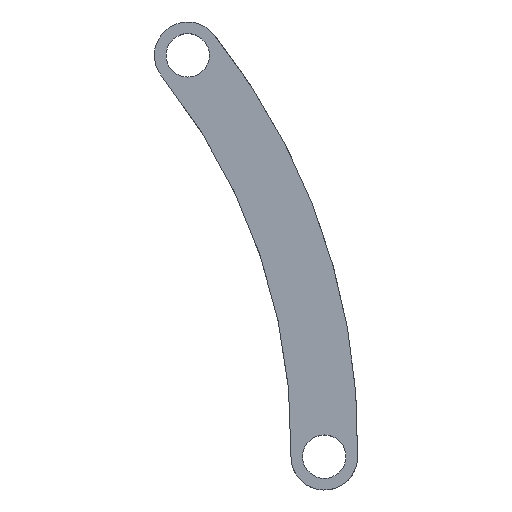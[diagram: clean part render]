
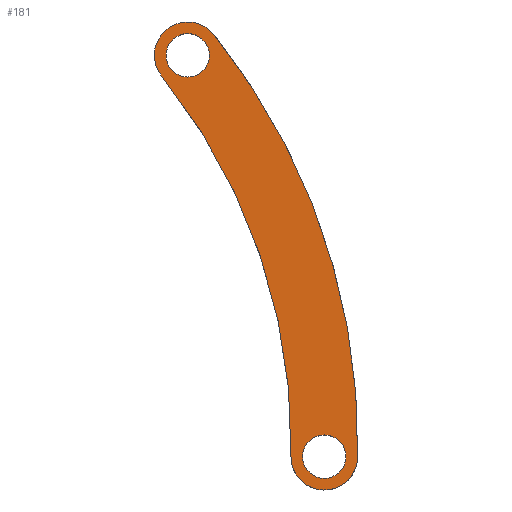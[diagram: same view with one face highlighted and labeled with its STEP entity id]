
A CAD part, top view. The second image highlights one B-rep face of the part: STEP entity #181.
In plain terms, the highlighted planar face has unit normal (0, 0, 1).
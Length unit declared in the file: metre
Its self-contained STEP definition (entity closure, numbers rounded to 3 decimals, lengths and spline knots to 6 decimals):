
#13=PLANE('',#221);
#58=ORIENTED_EDGE('',*,*,#78,.F.);
#59=ORIENTED_EDGE('',*,*,#85,.F.);
#60=ORIENTED_EDGE('',*,*,#88,.F.);
#61=ORIENTED_EDGE('',*,*,#94,.T.);
#62=ORIENTED_EDGE('',*,*,#90,.F.);
#63=ORIENTED_EDGE('',*,*,#95,.F.);
#78=EDGE_CURVE('',#101,#102,#116,.T.);
#85=EDGE_CURVE('',#106,#101,#121,.T.);
#88=EDGE_CURVE('',#109,#106,#123,.T.);
#90=EDGE_CURVE('',#110,#110,#124,.T.);
#94=EDGE_CURVE('',#109,#102,#128,.T.);
#95=EDGE_CURVE('',#113,#113,#129,.T.);
#101=VERTEX_POINT('',#300);
#102=VERTEX_POINT('',#302);
#106=VERTEX_POINT('',#314);
#109=VERTEX_POINT('',#321);
#110=VERTEX_POINT('',#326);
#113=VERTEX_POINT('',#336);
#116=CIRCLE('',#201,0.0685);
#121=CIRCLE('',#208,0.0035);
#123=CIRCLE('',#211,0.0615);
#124=CIRCLE('',#213,0.002275);
#128=CIRCLE('',#218,0.0035);
#129=CIRCLE('',#220,0.002275);
#142=EDGE_LOOP('',(#58,#59,#60,#61));
#143=EDGE_LOOP('',(#62));
#144=EDGE_LOOP('',(#63));
#160=FACE_BOUND('',#142,.T.);
#161=FACE_BOUND('',#143,.T.);
#162=FACE_BOUND('',#144,.T.);
#181=ADVANCED_FACE('',(#160,#161,#162),#13,.T.);
#201=AXIS2_PLACEMENT_3D('',#301,#236,#237);
#208=AXIS2_PLACEMENT_3D('',#315,#252,#253);
#211=AXIS2_PLACEMENT_3D('',#322,#259,#260);
#213=AXIS2_PLACEMENT_3D('',#325,#264,#265);
#218=AXIS2_PLACEMENT_3D('',#333,#274,#275);
#220=AXIS2_PLACEMENT_3D('',#335,#278,#279);
#221=AXIS2_PLACEMENT_3D('',#337,#280,#281);
#236=DIRECTION('',(0.,0.,-1.));
#237=DIRECTION('',(1.,0.,0.));
#252=DIRECTION('',(0.,0.,-1.));
#253=DIRECTION('',(1.,0.,0.));
#259=DIRECTION('',(0.,0.,1.));
#260=DIRECTION('',(1.,0.,0.));
#264=DIRECTION('',(0.,0.,1.));
#265=DIRECTION('',(1.,0.,0.));
#274=DIRECTION('',(0.,0.,1.));
#275=DIRECTION('',(1.,0.,0.));
#278=DIRECTION('',(0.,0.,1.));
#279=DIRECTION('',(1.,0.,0.));
#280=DIRECTION('',(0.,0.,1.));
#281=DIRECTION('',(1.,0.,0.));
#300=CARTESIAN_POINT('',(0.039408,0.009991,0.0087));
#301=CARTESIAN_POINT('',(-0.013964,-0.032948,0.0087));
#302=CARTESIAN_POINT('',(0.05452,-0.034413,0.0087));
#314=CARTESIAN_POINT('',(0.033954,0.005603,0.0087));
#315=CARTESIAN_POINT('',(0.036681,0.007797,0.0087));
#321=CARTESIAN_POINT('',(0.047522,-0.034263,0.0087));
#322=CARTESIAN_POINT('',(-0.013964,-0.032948,0.0087));
#325=CARTESIAN_POINT('',(0.051021,-0.034338,0.0087));
#326=CARTESIAN_POINT('',(0.053296,-0.034338,0.0087));
#333=CARTESIAN_POINT('',(0.051021,-0.034338,0.0087));
#335=CARTESIAN_POINT('',(0.036681,0.007797,0.0087));
#336=CARTESIAN_POINT('',(0.038956,0.007797,0.0087));
#337=CARTESIAN_POINT('',(0.027268,-0.007266,0.0087));
